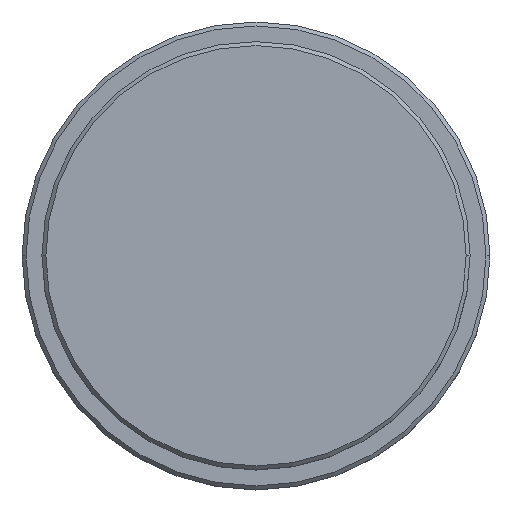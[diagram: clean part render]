
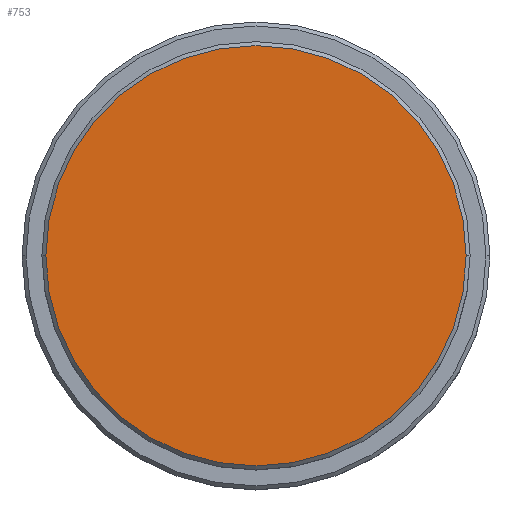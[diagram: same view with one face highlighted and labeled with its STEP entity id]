
A CAD part, top view. The second image highlights one B-rep face of the part: STEP entity #753.
In plain terms, the highlighted planar face has unit normal (0, 0, 1).
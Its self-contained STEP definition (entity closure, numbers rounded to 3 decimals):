
#55 = PLANE ( 'NONE',  #287 ) ;
#65 = DIRECTION ( 'NONE',  ( 0., 0., 1. ) ) ;
#85 = CIRCLE ( 'NONE', #153, 26.5 ) ;
#153 = AXIS2_PLACEMENT_3D ( 'NONE', #273, #65, #722 ) ;
#154 = DIRECTION ( 'NONE',  ( 0., 0., 1. ) ) ;
#211 = ORIENTED_EDGE ( 'NONE', *, *, #1281, .T. ) ;
#247 = DIRECTION ( 'NONE',  ( 1., 0., 0. ) ) ;
#273 = CARTESIAN_POINT ( 'NONE',  ( 0., 0., 0. ) ) ;
#287 = AXIS2_PLACEMENT_3D ( 'NONE', #838, #154, #247 ) ;
#297 = VERTEX_POINT ( 'NONE', #1147 ) ;
#300 = ORIENTED_EDGE ( 'NONE', *, *, #1351, .T. ) ;
#302 = CARTESIAN_POINT ( 'NONE',  ( -26.5, 0., 0. ) ) ;
#416 = VERTEX_POINT ( 'NONE', #302 ) ;
#633 = DIRECTION ( 'NONE',  ( 0., 0., 1. ) ) ;
#718 = EDGE_LOOP ( 'NONE', ( #211, #300 ) ) ;
#722 = DIRECTION ( 'NONE',  ( 1., 0., 0. ) ) ;
#753 = ADVANCED_FACE ( 'NONE', ( #1149 ), #55, .T. ) ;
#838 = CARTESIAN_POINT ( 'NONE',  ( 0., 0., 0. ) ) ;
#851 = CARTESIAN_POINT ( 'NONE',  ( 0., 0., 0. ) ) ;
#1098 = CIRCLE ( 'NONE', #1291, 26.5 ) ;
#1147 = CARTESIAN_POINT ( 'NONE',  ( 26.5, 0., 0. ) ) ;
#1149 = FACE_OUTER_BOUND ( 'NONE', #718, .T. ) ;
#1162 = DIRECTION ( 'NONE',  ( 1., 0., 0. ) ) ;
#1281 = EDGE_CURVE ( 'NONE', #416, #297, #1098, .T. ) ;
#1291 = AXIS2_PLACEMENT_3D ( 'NONE', #851, #633, #1162 ) ;
#1351 = EDGE_CURVE ( 'NONE', #297, #416, #85, .T. ) ;
